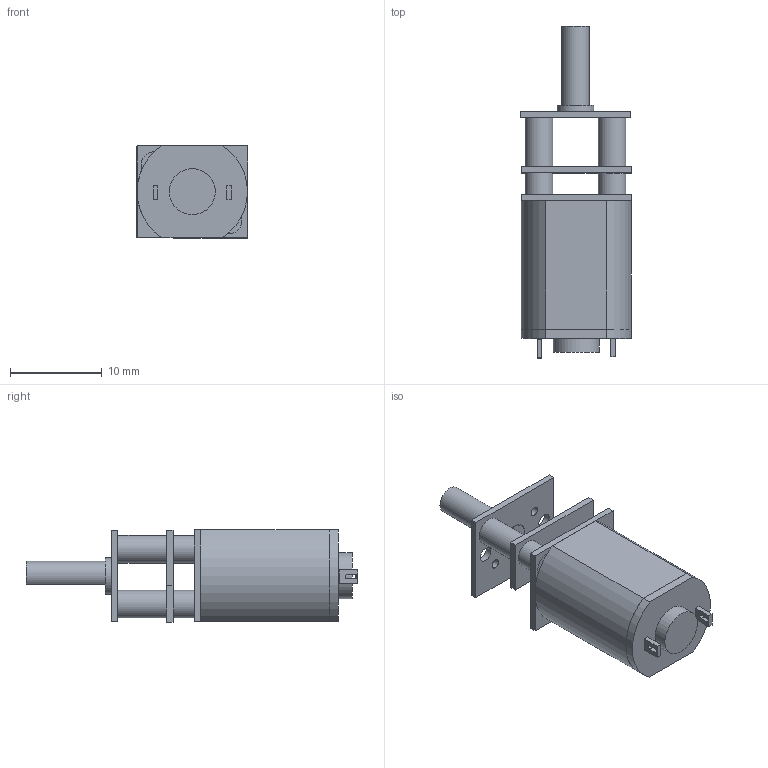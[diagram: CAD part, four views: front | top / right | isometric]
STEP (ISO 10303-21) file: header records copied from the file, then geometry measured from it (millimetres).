
FILE_DESCRIPTION(/* description */ (''),/* implementation_level */ '2;1');
FILE_NAME(/* name */ 'MicroGearmotor v3.step',/* time_stamp */ '2020-12-23T18:21:03-05:00',/* author */ (''),/* organization */ (''),/* preprocessor_version */ 'ST-DEVELOPER v18.1',/* originating_system */ 'Autodesk Translation Framework v9.7.1.1290',/* authorisation */ '');
FILE_SCHEMA (('AUTOMOTIVE_DESIGN { 1 0 10303 214 3 1 1 }'));
Length unit declared in the file: millimetre
Products named in the file (1): MicroGearmotor
Bounding box: 12.12 x 36.12 x 10.08 mm (x, y, z)
Volume: 1983.5 mm3; surface area: 2186.1 mm2
Topology: 12 solids, 12 shells, 146 faces, 346 edges, 228 vertices
Faces by surface type: plane 85, cylinder 53, cone 4, bspline 4
Full cylindrical faces by diameter (mm): 1 x3, 1.271 x2, 1.538 x4, 1.6 x4, 1.8 x2, 2 x1, 3 x5, 4 x1, 5 x2
Entity records: 5847 total; most frequent: CARTESIAN_POINT 2387, ORIENTED_EDGE 692, DIRECTION 656, EDGE_CURVE 346, VERTEX_POINT 228, AXIS2_PLACEMENT_3D 219, LINE 218, VECTOR 218
